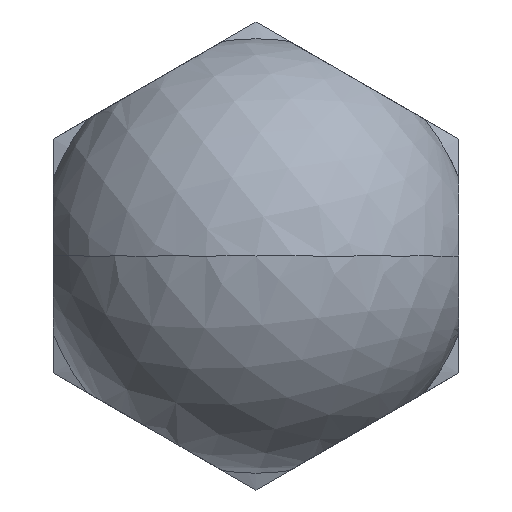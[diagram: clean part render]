
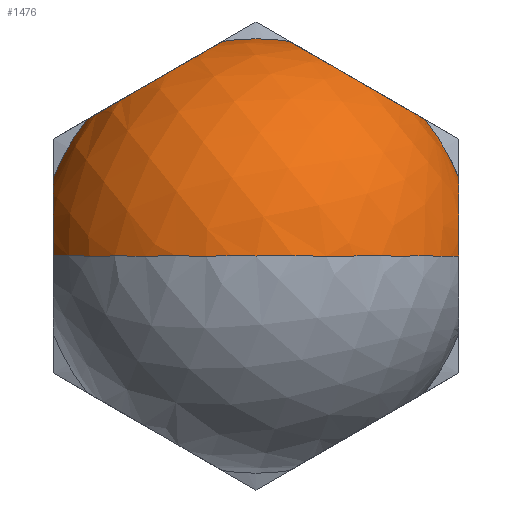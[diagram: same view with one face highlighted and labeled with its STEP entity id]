
A CAD part, front view. The second image highlights one B-rep face of the part: STEP entity #1476.
In plain terms, the highlighted spherical face has radius 7.5 mm.
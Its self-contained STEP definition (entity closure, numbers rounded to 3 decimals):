
#578=CARTESIAN_POINT('',(0.,-14.5,0.));
#579=DIRECTION('',(0.,-1.,0.));
#580=DIRECTION('',(0.933,0.,0.359));
#581=AXIS2_PLACEMENT_3D('',#578,#579,#580);
#594=CARTESIAN_POINT('',(0.,-14.5,0.));
#595=DIRECTION('',(0.,-1.,0.));
#596=DIRECTION('',(0.156,0.,0.988));
#597=AXIS2_PLACEMENT_3D('',#594,#595,#596);
#602=CARTESIAN_POINT('',(0.,-14.5,0.));
#603=DIRECTION('',(0.,-1.,0.));
#604=DIRECTION('',(0.,0.,1.));
#605=AXIS2_PLACEMENT_3D('',#602,#603,#604);
#618=CARTESIAN_POINT('',(0.,-14.5,0.));
#619=DIRECTION('',(0.,-1.,0.));
#620=DIRECTION('',(-0.778,0.,0.629));
#621=AXIS2_PLACEMENT_3D('',#618,#619,#620);
#662=CARTESIAN_POINT('',(7.,-14.5,0.));
#663=DIRECTION('',(1.,0.,0.));
#664=DIRECTION('',(0.,0.,1.));
#665=AXIS2_PLACEMENT_3D('',#662,#663,#664);
#758=CARTESIAN_POINT('',(-7.,-17.193,0.));
#759=CARTESIAN_POINT('',(-6.901,-17.451,
0.001));
#760=CARTESIAN_POINT('',(-6.661,-17.99,
0.003));
#761=CARTESIAN_POINT('',(-6.134,-18.859,
-0.002));
#762=CARTESIAN_POINT('',(-5.426,-19.719,
0.001));
#763=CARTESIAN_POINT('',(-4.55,-20.502,
0.));
#764=CARTESIAN_POINT('',(-3.52,-21.161,
0.));
#765=CARTESIAN_POINT('',(-2.38,-21.648,
0.001));
#766=CARTESIAN_POINT('',(-1.183,-21.939,
-0.001));
#767=CARTESIAN_POINT('',(-0.39,-22.,0.002));
#768=CARTESIAN_POINT('',(0.,-22.,0.));
#773=CARTESIAN_POINT('',(0.,-22.,0.));
#774=CARTESIAN_POINT('',(0.389,-22.,-0.002));
#775=CARTESIAN_POINT('',(1.18,-21.94,0.001));
#776=CARTESIAN_POINT('',(2.377,-21.649,
-0.001));
#777=CARTESIAN_POINT('',(3.517,-21.163,0.));
#778=CARTESIAN_POINT('',(4.548,-20.504,0.));
#779=CARTESIAN_POINT('',(5.425,-19.721,
-0.001));
#780=CARTESIAN_POINT('',(6.134,-18.859,0.002));
#781=CARTESIAN_POINT('',(6.661,-17.99,
-0.003));
#782=CARTESIAN_POINT('',(6.901,-17.451,
-0.001));
#783=CARTESIAN_POINT('',(7.,-17.193,0.));
#812=CARTESIAN_POINT('',(-7.,-14.5,0.));
#813=DIRECTION('',(1.,0.,0.));
#814=DIRECTION('',(0.,0.,1.));
#815=AXIS2_PLACEMENT_3D('',#812,#813,#814);
#892=CARTESIAN_POINT('',(-3.5,-14.5,6.062));
#893=DIRECTION('',(0.5,0.,-0.866));
#894=DIRECTION('',(0.866,0.,0.5));
#895=AXIS2_PLACEMENT_3D('',#892,#893,#894);
#900=CARTESIAN_POINT('',(3.5,-14.5,6.062));
#901=DIRECTION('',(-0.5,0.,-0.866));
#902=DIRECTION('',(0.866,0.,-0.5));
#903=AXIS2_PLACEMENT_3D('',#900,#901,#902);
#1202=CARTESIAN_POINT('',(7.,-14.5,2.693));
#1203=CARTESIAN_POINT('',(5.832,-14.5,4.716));
#1204=VERTEX_POINT('',#1202);
#1205=VERTEX_POINT('',#1203);
#1206=CARTESIAN_POINT('',(1.168,-14.5,7.408));
#1207=VERTEX_POINT('',#1206);
#1208=CARTESIAN_POINT('',(0.,-14.5,7.5));
#1209=VERTEX_POINT('',#1208);
#1210=CARTESIAN_POINT('',(-1.168,-14.5,7.408));
#1211=VERTEX_POINT('',#1210);
#1212=CARTESIAN_POINT('',(-5.832,-14.5,4.716));
#1213=VERTEX_POINT('',#1212);
#1214=CARTESIAN_POINT('',(-7.,-14.5,2.693));
#1215=VERTEX_POINT('',#1214);
#1219=CARTESIAN_POINT('',(7.,-17.193,0.));
#1220=VERTEX_POINT('',#1219);
#1221=VERTEX_POINT('',#773);
#1222=VERTEX_POINT('',#758);
#1453=CARTESIAN_POINT('',(0.,-14.5,0.));
#1454=DIRECTION('',(0.778,0.,0.629));
#1455=DIRECTION('',(0.629,0.,-0.778));
#1456=AXIS2_PLACEMENT_3D('',#1453,#1454,#1455);
#1457=SPHERICAL_SURFACE('',#1456,7.5);
#1458=ORIENTED_EDGE('',*,*,#1429,.F.);
#1460=ORIENTED_EDGE('',*,*,#1459,.T.);
#1462=ORIENTED_EDGE('',*,*,#1461,.F.);
#1464=ORIENTED_EDGE('',*,*,#1463,.F.);
#1466=ORIENTED_EDGE('',*,*,#1465,.F.);
#1467=ORIENTED_EDGE('',*,*,#1439,.F.);
#1469=ORIENTED_EDGE('',*,*,#1468,.F.);
#1470=ORIENTED_EDGE('',*,*,#1435,.F.);
#1471=ORIENTED_EDGE('',*,*,#1433,.F.);
#1473=ORIENTED_EDGE('',*,*,#1472,.F.);
#1474=EDGE_LOOP('',(#1458,#1460,#1462,#1464,#1466,#1467,#1469,#1470,#1471,
#1473));
#1475=FACE_OUTER_BOUND('',#1474,.F.);
#582=CIRCLE('',#581,7.5);
#598=CIRCLE('',#597,7.5);
#606=CIRCLE('',#605,7.5);
#622=CIRCLE('',#621,7.5);
#666=CIRCLE('',#665,2.693);
#769=B_SPLINE_CURVE_WITH_KNOTS('',3,(#758,#759,#760,#761,#762,#763,#764,#765,
#766,#767,#768),.UNSPECIFIED.,.F.,.F.,(4,1,1,1,1,1,1,1,4),(0.,0.125,0.25,
0.375,0.5,0.625,0.75,0.875,1.),.UNSPECIFIED.);
#784=B_SPLINE_CURVE_WITH_KNOTS('',3,(#773,#774,#775,#776,#777,#778,#779,#780,
#781,#782,#783),.UNSPECIFIED.,.F.,.F.,(4,1,1,1,1,1,1,1,4),(0.,0.125,0.25,
0.375,0.5,0.625,0.75,0.875,1.),.UNSPECIFIED.);
#816=CIRCLE('',#815,2.693);
#896=CIRCLE('',#895,2.693);
#904=CIRCLE('',#903,2.693);
#1429=EDGE_CURVE('',#1204,#1205,#582,.T.);
#1433=EDGE_CURVE('',#1207,#1209,#598,.T.);
#1435=EDGE_CURVE('',#1209,#1211,#606,.T.);
#1439=EDGE_CURVE('',#1213,#1215,#622,.T.);
#1459=EDGE_CURVE('',#1204,#1220,#666,.T.);
#1461=EDGE_CURVE('',#1221,#1220,#784,.T.);
#1463=EDGE_CURVE('',#1222,#1221,#769,.T.);
#1465=EDGE_CURVE('',#1215,#1222,#816,.T.);
#1468=EDGE_CURVE('',#1211,#1213,#896,.T.);
#1472=EDGE_CURVE('',#1205,#1207,#904,.T.);
#1476=ADVANCED_FACE('',(#1475),#1457,.T.);
